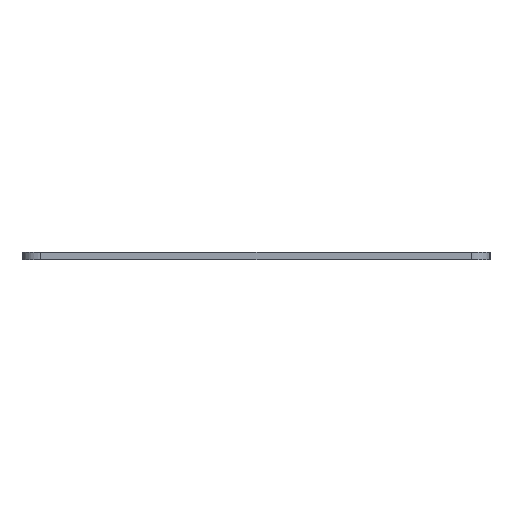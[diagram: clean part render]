
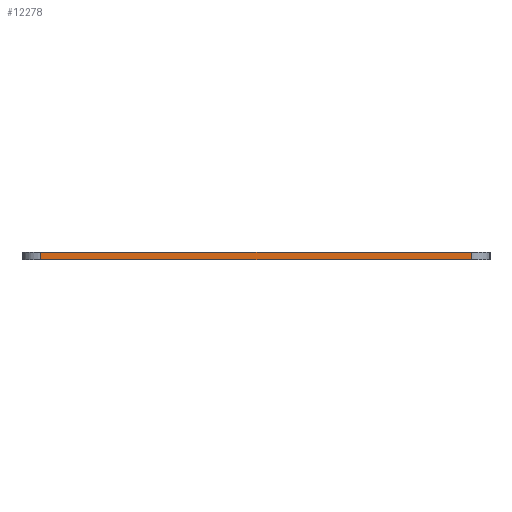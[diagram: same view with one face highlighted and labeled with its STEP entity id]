
A CAD part, left-side view. The second image highlights one B-rep face of the part: STEP entity #12278.
In plain terms, the highlighted planar face has unit normal (-1, 0, 0).
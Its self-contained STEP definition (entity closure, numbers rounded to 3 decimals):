
#1100=FACE_OUTER_BOUND('',#1730,.T.);
#1730=EDGE_LOOP('',(#8215,#8216,#8217,#8218));
#2519=LINE('',#17975,#3787);
#2521=LINE('',#17981,#3789);
#2522=LINE('',#17983,#3790);
#2523=LINE('',#17984,#3791);
#3787=VECTOR('',#14213,10.);
#3789=VECTOR('',#14219,10.);
#3790=VECTOR('',#14220,10.);
#3791=VECTOR('',#14221,10.);
#5056=VERTEX_POINT('',#17972);
#5057=VERTEX_POINT('',#17974);
#5059=VERTEX_POINT('',#17980);
#5060=VERTEX_POINT('',#17982);
#6320=EDGE_CURVE('',#5056,#5057,#2519,.T.);
#6323=EDGE_CURVE('',#5059,#5056,#2521,.F.);
#6324=EDGE_CURVE('',#5060,#5059,#2522,.T.);
#6325=EDGE_CURVE('',#5057,#5060,#2523,.T.);
#8215=ORIENTED_EDGE('',*,*,#6320,.F.);
#8216=ORIENTED_EDGE('',*,*,#6323,.F.);
#8217=ORIENTED_EDGE('',*,*,#6324,.F.);
#8218=ORIENTED_EDGE('',*,*,#6325,.F.);
#11951=PLANE('',#12932);
#12278=ADVANCED_FACE('',(#1100),#11951,.T.);
#12932=AXIS2_PLACEMENT_3D('',#17979,#14217,#14218);
#14213=DIRECTION('',(0.,0.,-1.));
#14217=DIRECTION('center_axis',(-1.,0.,0.));
#14218=DIRECTION('ref_axis',(0.,-1.,0.));
#14219=DIRECTION('',(0.,1.,0.));
#14220=DIRECTION('',(0.,0.,1.));
#14221=DIRECTION('',(0.,1.,0.));
#17972=CARTESIAN_POINT('',(-1.6,127.55,2.));
#17974=CARTESIAN_POINT('',(-1.6,127.55,0.));
#17975=CARTESIAN_POINT('',(-1.6,127.55,0.));
#17979=CARTESIAN_POINT('Origin',(-1.6,238.3,0.));
#17980=CARTESIAN_POINT('',(-1.6,235.25,2.));
#17981=CARTESIAN_POINT('',(-1.6,209.425,2.));
#17982=CARTESIAN_POINT('',(-1.6,235.25,0.));
#17983=CARTESIAN_POINT('',(-1.6,235.25,0.));
#17984=CARTESIAN_POINT('',(-1.6,209.425,0.));
